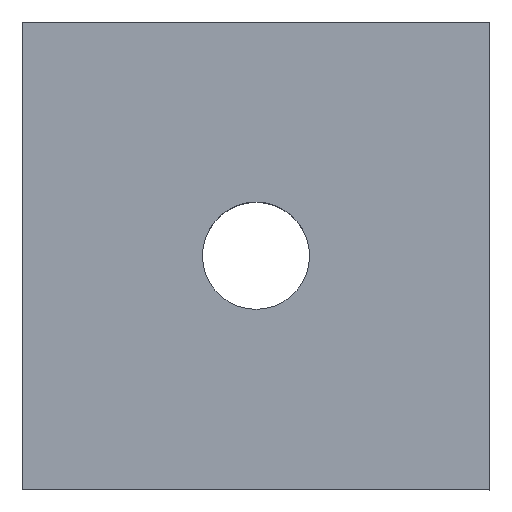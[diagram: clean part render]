
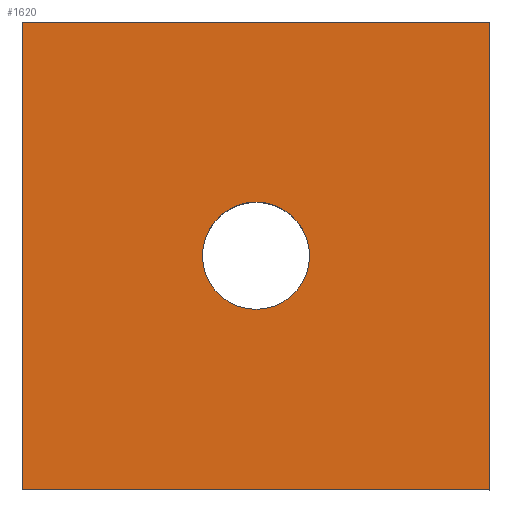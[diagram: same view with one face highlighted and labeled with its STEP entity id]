
A CAD part, top view. The second image highlights one B-rep face of the part: STEP entity #1620.
In plain terms, the highlighted planar face has unit normal (0, 0, 1).
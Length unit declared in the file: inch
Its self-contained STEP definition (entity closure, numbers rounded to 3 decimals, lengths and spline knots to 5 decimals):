
#33=FACE_BOUND('',#281,.T.);
#60=PLANE('',#1777);
#181=FACE_OUTER_BOUND('',#280,.T.);
#280=EDGE_LOOP('',(#1441,#1442,#1443,#1444));
#281=EDGE_LOOP('',(#1445));
#369=CIRCLE('',#1775,0.203);
#397=LINE('',#2756,#523);
#400=LINE('',#2765,#526);
#491=LINE('',#4020,#617);
#492=LINE('',#4021,#618);
#523=VECTOR('',#1888,0.3937);
#526=VECTOR('',#1897,0.3937);
#617=VECTOR('',#2180,0.3937);
#618=VECTOR('',#2181,0.3937);
#680=VERTEX_POINT('',#2753);
#681=VERTEX_POINT('',#2755);
#684=VERTEX_POINT('',#2763);
#773=VERTEX_POINT('',#4012);
#774=VERTEX_POINT('',#4019);
#848=EDGE_CURVE('',#681,#680,#397,.T.);
#853=EDGE_CURVE('',#680,#684,#400,.T.);
#1006=EDGE_CURVE('',#773,#773,#369,.T.);
#1009=EDGE_CURVE('',#684,#774,#491,.T.);
#1010=EDGE_CURVE('',#774,#681,#492,.T.);
#1441=ORIENTED_EDGE('',*,*,#848,.T.);
#1442=ORIENTED_EDGE('',*,*,#853,.T.);
#1443=ORIENTED_EDGE('',*,*,#1009,.T.);
#1444=ORIENTED_EDGE('',*,*,#1010,.T.);
#1445=ORIENTED_EDGE('',*,*,#1006,.T.);
#1620=ADVANCED_FACE('',(#181,#33),#60,.T.);
#1775=AXIS2_PLACEMENT_3D('',#4014,#2172,#2173);
#1777=AXIS2_PLACEMENT_3D('',#4018,#2178,#2179);
#1888=DIRECTION('',(-1.,0.,0.));
#1897=DIRECTION('',(0.,-1.,0.));
#2172=DIRECTION('center_axis',(0.,0.,-1.));
#2173=DIRECTION('ref_axis',(-1.,0.,0.));
#2178=DIRECTION('center_axis',(0.,0.,1.));
#2179=DIRECTION('ref_axis',(1.,0.,0.));
#2180=DIRECTION('',(1.,0.,0.));
#2181=DIRECTION('',(0.,1.,0.));
#2753=CARTESIAN_POINT('',(-0.885,0.885,1.25));
#2755=CARTESIAN_POINT('',(0.885,0.885,1.25));
#2756=CARTESIAN_POINT('',(0.4425,0.885,1.25));
#2763=CARTESIAN_POINT('',(-0.885,-0.885,1.25));
#2765=CARTESIAN_POINT('',(-0.885,0.4425,1.25));
#4012=CARTESIAN_POINT('',(0.203,0.,1.25));
#4014=CARTESIAN_POINT('Origin',(0.,0.,1.25));
#4018=CARTESIAN_POINT('Origin',(0.,0.,1.25));
#4019=CARTESIAN_POINT('',(0.885,-0.885,1.25));
#4020=CARTESIAN_POINT('',(-0.4425,-0.885,1.25));
#4021=CARTESIAN_POINT('',(0.885,-0.4425,1.25));
